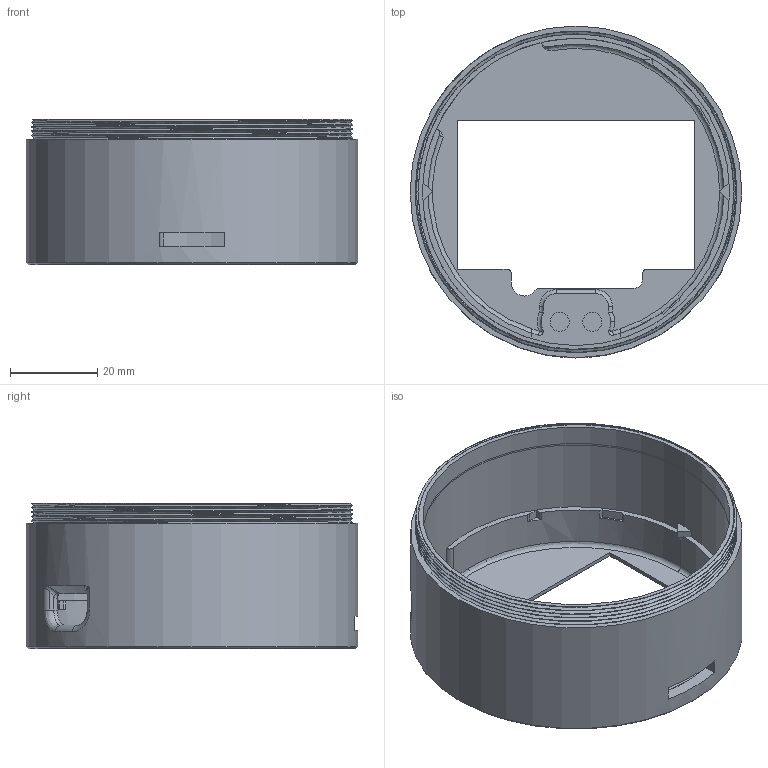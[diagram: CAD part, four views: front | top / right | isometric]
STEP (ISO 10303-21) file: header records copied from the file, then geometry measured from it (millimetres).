
FILE_DESCRIPTION(('HOOPS Exchange Step'),'2;1');
FILE_NAME('i_mirror_REV7_case.stp','2024-07-22T00:13:45-07:00',('true'),('Unknown organisation'),'HOOPS Exchange 2023.2','HOOPS Exchange','Unknown authorisation');
FILE_SCHEMA( ('AP203_CONFIGURATION_CONTROLLED_3D_DESIGN_OF_MECHANICAL_PARTS_AND_ASSEMBLIES_MIM_LF') );
Length unit declared in the file: millimetre
Products named in the file (1): export
Bounding box: 76.2 x 76.2 x 33.4 mm (x, y, z)
Volume: 24567.4 mm3; surface area: 28235.4 mm2
Topology: 6 solids, 6 shells, 151 faces, 398 edges, 276 vertices
Faces by surface type: plane 72, cylinder 45, bspline 14, torus 11, cone 9
Full cylindrical faces by diameter (mm): 4.4 x2, 70.6 x3, 72.6 x1, 73.8 x4, 76.2 x1
Entity records: 28164 total; most frequent: CARTESIAN_POINT 24494, ORIENTED_EDGE 766, DIRECTION 731, EDGE_CURVE 383, AXIS2_PLACEMENT_3D 266, VERTEX_POINT 246, VECTOR 199, LINE 199
